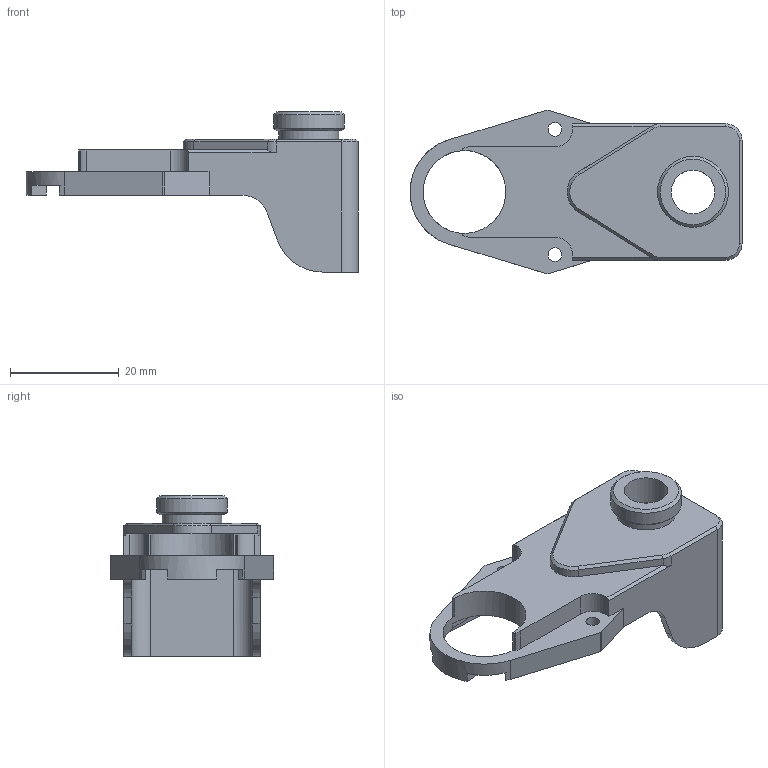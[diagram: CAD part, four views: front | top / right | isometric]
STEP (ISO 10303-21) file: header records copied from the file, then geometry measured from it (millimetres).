
FILE_DESCRIPTION(/* description */ (''),/* implementation_level */ '2;1');
FILE_NAME(/* name */ 'Top_rev11.step',/* time_stamp */ '2025-09-13T12:58:12-07:00',/* author */ (''),/* organization */ (''),/* preprocessor_version */ 'ST-DEVELOPER v20.1',/* originating_system */ 'Autodesk Translation Framework v14.10.0.0',/* authorisation */ '');
FILE_SCHEMA (('AUTOMOTIVE_DESIGN { 1 0 10303 214 3 1 1 }'));
Length unit declared in the file: millimetre
Products named in the file (1): alloy_top_sp
Bounding box: 60.92 x 30 x 29.42 mm (x, y, z)
Volume: 6162.8 mm3; surface area: 6693.2 mm2
Topology: 1 solids, 1 shells, 97 faces, 272 edges, 177 vertices
Faces by surface type: plane 53, cylinder 34, cone 10
Full cylindrical faces by diameter (mm): 2.529 x2, 8 x1, 11 x1, 13 x1, 15.2 x1
Entity records: 3204 total; most frequent: CARTESIAN_POINT 567, DIRECTION 556, ORIENTED_EDGE 544, EDGE_CURVE 272, AXIS2_PLACEMENT_3D 188, LINE 180, VECTOR 180, VERTEX_POINT 177
